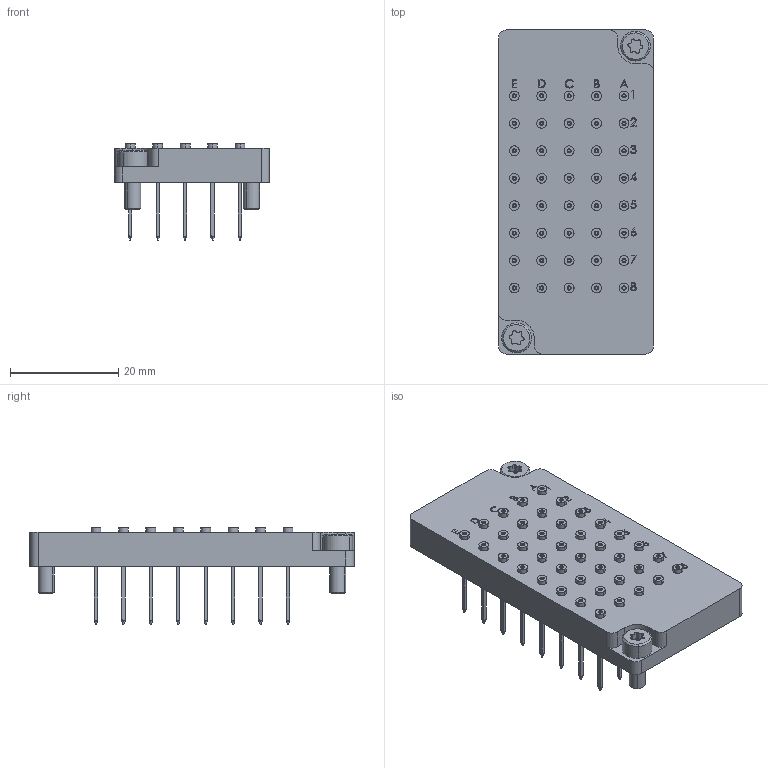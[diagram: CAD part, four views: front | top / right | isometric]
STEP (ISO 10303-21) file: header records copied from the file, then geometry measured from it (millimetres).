
FILE_DESCRIPTION (( 'STEP AP214' ), '1' );
FILE_NAME ('INGUN_37074.STEP', '2023-01-13T09:58:48', ( '' ), ( '' ), 'SwSTEP 2.0', 'SolidWorks 2021', '' );
FILE_SCHEMA (( 'AUTOMOTIVE_DESIGN' ));
Length unit declared in the file: millimetre
Products named in the file (6): 37492~3; INGUN_37074; KT-Master__ADA~kt_KT-158 06; 37492~3_S; DIN912~n_M03,0x008; INFO_4617~0_S
Assembly tree (45 placements, depth 3):
  INGUN_37074
    37492~3_S
      37492~3
      INFO_4617~0_S
    KT-Master__ADA~kt_KT-158 06  x40
    DIN912~n_M03,0x008  x2
Bounding box: 28.7 x 60 x 17.8 mm (x, y, z)
Volume: 10919.6 mm3; surface area: 8429 mm2
Topology: 96 solids, 96 shells, 1792 faces, 4060 edges, 2504 vertices
Faces by surface type: cylinder 616, plane 529, cone 488, torus 80, bspline 79
Entity records: 18484 total; most frequent: CARTESIAN_POINT 6983, ORIENTED_EDGE 1890, DIRECTION 1699, EDGE_CURVE 945, VERTEX_POINT 625, AXIS2_PLACEMENT_3D 597, VECTOR 505, LINE 505
